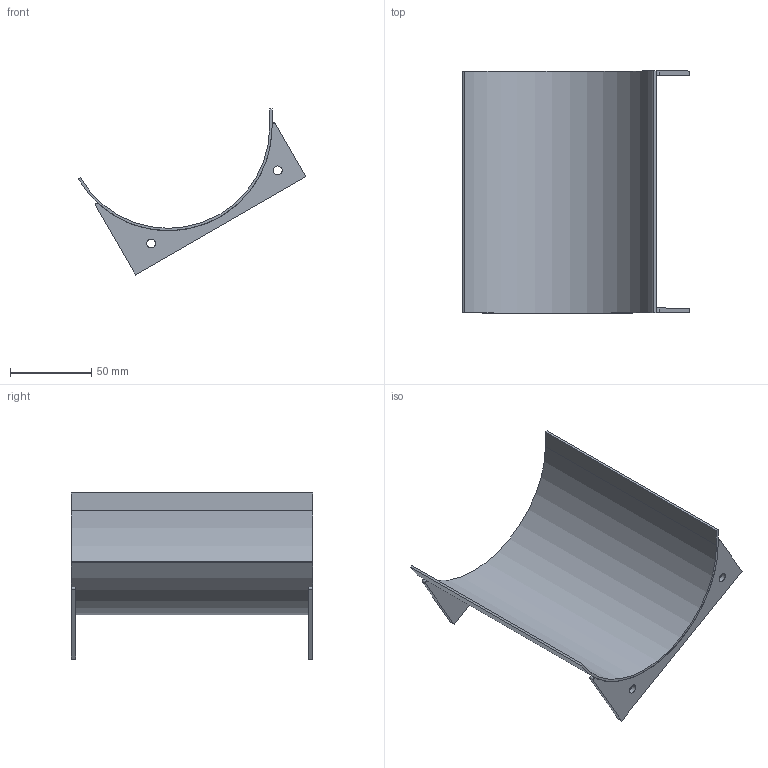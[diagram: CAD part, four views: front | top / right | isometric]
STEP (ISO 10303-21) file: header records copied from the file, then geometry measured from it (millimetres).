
FILE_DESCRIPTION(/* description */ (''),/* implementation_level */ '2;1');
FILE_NAME(/* name */ 'Sieve_frame.step',/* time_stamp */ '2020-03-12T17:16:39+01:00',/* author */ (''),/* organization */ (''),/* preprocessor_version */ 'ST-DEVELOPER v18',/* originating_system */ 'Autodesk Translation Framework v8.12.0.6',/* authorisation */ '');
FILE_SCHEMA (('AUTOMOTIVE_DESIGN { 1 0 10303 214 3 1 1 }'));
Length unit declared in the file: millimetre
Products named in the file (3): Sieve; sieve_1; mountingplate
Assembly tree (3 placements, depth 2):
  Sieve
    mountingplate  x2
    sieve_1
Bounding box: 140.16 x 149 x 102.26 mm (x, y, z)
Volume: 51319.9 mm3; surface area: 63887.7 mm2
Topology: 3 solids, 3 shells, 30 faces, 76 edges, 52 vertices
Faces by surface type: plane 18, cylinder 12
Full cylindrical faces by diameter (mm): 5.5 x4
Entity records: 681 total; most frequent: DIRECTION 113, CARTESIAN_POINT 104, ORIENTED_EDGE 94, EDGE_CURVE 47, AXIS2_PLACEMENT_3D 41, VERTEX_POINT 32, LINE 31, VECTOR 31
